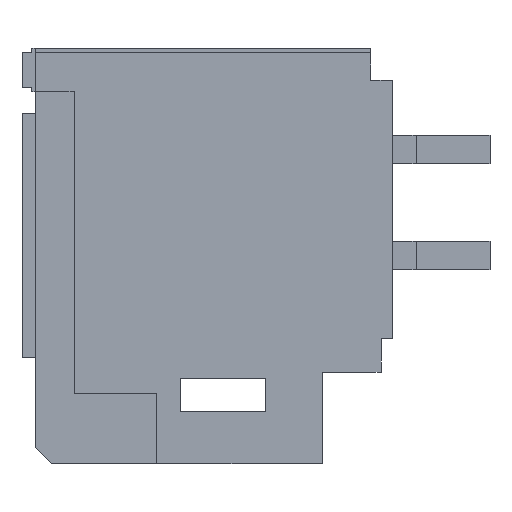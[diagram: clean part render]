
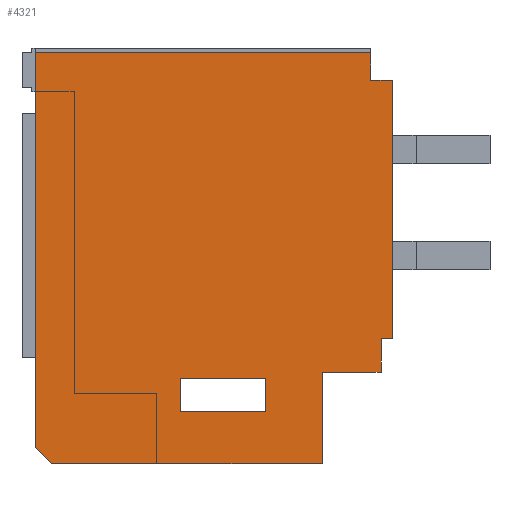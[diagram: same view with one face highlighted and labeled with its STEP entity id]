
A CAD part, front view. The second image highlights one B-rep face of the part: STEP entity #4321.
In plain terms, the highlighted planar face has unit normal (0, -1, 0).
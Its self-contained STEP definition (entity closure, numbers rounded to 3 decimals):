
#14=DIRECTION('',(0.,0.,-1.));
#15=VECTOR('',#14,35.);
#16=CARTESIAN_POINT('',(1.5,0.,-236.425));
#17=LINE('',#16,#15);
#18=DIRECTION('',(1.,0.,0.));
#19=VECTOR('',#18,90.);
#20=CARTESIAN_POINT('',(1.5,0.,-271.425));
#21=LINE('',#20,#19);
#22=DIRECTION('',(0.,0.,1.));
#23=VECTOR('',#22,35.);
#24=CARTESIAN_POINT('',(91.5,0.,-271.425));
#25=LINE('',#24,#23);
#26=DIRECTION('',(-1.,0.,0.));
#27=VECTOR('',#26,90.);
#28=CARTESIAN_POINT('',(91.5,0.,-236.425));
#29=LINE('',#28,#27);
#30=DIRECTION('',(1.,0.,0.));
#31=VECTOR('',#30,354.);
#32=CARTESIAN_POINT('',(-151.5,0.,107.575));
#33=LINE('',#32,#31);
#34=DIRECTION('',(-0.707,0.,0.707));
#35=VECTOR('',#34,24.042);
#36=CARTESIAN_POINT('',(-134.5,0.,-326.425));
#37=LINE('',#36,#35);
#134=DIRECTION('',(0.,0.,-1.));
#135=VECTOR('',#134,417.);
#136=CARTESIAN_POINT('',(-151.5,0.,107.575));
#137=LINE('',#136,#135);
#368=DIRECTION('',(0.,0.,1.));
#369=VECTOR('',#368,29.);
#370=CARTESIAN_POINT('',(202.5,0.,78.575));
#371=LINE('',#370,#369);
#388=DIRECTION('',(-1.,0.,0.));
#389=VECTOR('',#388,23.);
#390=CARTESIAN_POINT('',(225.5,0.,78.575));
#391=LINE('',#390,#389);
#396=DIRECTION('',(0.,0.,1.));
#397=VECTOR('',#396,273.);
#398=CARTESIAN_POINT('',(225.5,0.,-194.425));
#399=LINE('',#398,#397);
#468=DIRECTION('',(1.,0.,0.));
#469=VECTOR('',#468,12.);
#470=CARTESIAN_POINT('',(213.5,0.,-194.425));
#471=LINE('',#470,#469);
#476=DIRECTION('',(0.,0.,1.));
#477=VECTOR('',#476,35.);
#478=CARTESIAN_POINT('',(213.5,0.,-229.425));
#479=LINE('',#478,#477);
#484=DIRECTION('',(1.,0.,0.));
#485=VECTOR('',#484,62.);
#486=CARTESIAN_POINT('',(151.5,0.,-229.425));
#487=LINE('',#486,#485);
#492=DIRECTION('',(0.,0.,1.));
#493=VECTOR('',#492,97.);
#494=CARTESIAN_POINT('',(151.5,0.,-326.425));
#495=LINE('',#494,#493);
#508=DIRECTION('',(1.,0.,0.));
#509=VECTOR('',#508,286.);
#510=CARTESIAN_POINT('',(-134.5,0.,-326.425));
#511=LINE('',#510,#509);
#3276=CARTESIAN_POINT('',(-134.5,0.,-326.425));
#3277=CARTESIAN_POINT('',(-151.5,0.,-309.425));
#3278=VERTEX_POINT('',#3276);
#3279=VERTEX_POINT('',#3277);
#3280=CARTESIAN_POINT('',(225.5,0.,78.575));
#3281=CARTESIAN_POINT('',(202.5,0.,78.575));
#3282=VERTEX_POINT('',#3280);
#3283=VERTEX_POINT('',#3281);
#3284=CARTESIAN_POINT('',(225.5,0.,-194.425));
#3285=VERTEX_POINT('',#3284);
#3286=CARTESIAN_POINT('',(213.5,0.,-194.425));
#3287=VERTEX_POINT('',#3286);
#3288=CARTESIAN_POINT('',(213.5,0.,-229.425));
#3289=VERTEX_POINT('',#3288);
#3290=CARTESIAN_POINT('',(151.5,0.,-229.425));
#3291=VERTEX_POINT('',#3290);
#3292=CARTESIAN_POINT('',(151.5,0.,-326.425));
#3293=VERTEX_POINT('',#3292);
#3294=CARTESIAN_POINT('',(1.5,0.,-236.425));
#3295=CARTESIAN_POINT('',(1.5,0.,-271.425));
#3296=VERTEX_POINT('',#3294);
#3297=VERTEX_POINT('',#3295);
#3298=CARTESIAN_POINT('',(91.5,0.,-271.425));
#3299=VERTEX_POINT('',#3298);
#3300=CARTESIAN_POINT('',(91.5,0.,-236.425));
#3301=VERTEX_POINT('',#3300);
#4274=CARTESIAN_POINT('',(-151.5,0.,107.575));
#4275=CARTESIAN_POINT('',(202.5,0.,107.575));
#4276=VERTEX_POINT('',#4274);
#4277=VERTEX_POINT('',#4275);
#4282=CARTESIAN_POINT('',(0.,0.,0.));
#4283=DIRECTION('',(0.,1.,0.));
#4284=DIRECTION('',(1.,0.,0.));
#4285=AXIS2_PLACEMENT_3D('',#4282,#4283,#4284);
#4286=PLANE('',#4285);
#4288=ORIENTED_EDGE('',*,*,#4287,.T.);
#4290=ORIENTED_EDGE('',*,*,#4289,.F.);
#4292=ORIENTED_EDGE('',*,*,#4291,.F.);
#4294=ORIENTED_EDGE('',*,*,#4293,.F.);
#4296=ORIENTED_EDGE('',*,*,#4295,.F.);
#4298=ORIENTED_EDGE('',*,*,#4297,.F.);
#4300=ORIENTED_EDGE('',*,*,#4299,.F.);
#4302=ORIENTED_EDGE('',*,*,#4301,.F.);
#4304=ORIENTED_EDGE('',*,*,#4303,.F.);
#4306=ORIENTED_EDGE('',*,*,#4305,.T.);
#4308=ORIENTED_EDGE('',*,*,#4307,.F.);
#4309=EDGE_LOOP('',(#4288,#4290,#4292,#4294,#4296,#4298,#4300,#4302,#4304,#4306,
#4308));
#4310=FACE_OUTER_BOUND('',#4309,.F.);
#4312=ORIENTED_EDGE('',*,*,#4311,.T.);
#4314=ORIENTED_EDGE('',*,*,#4313,.T.);
#4316=ORIENTED_EDGE('',*,*,#4315,.T.);
#4318=ORIENTED_EDGE('',*,*,#4317,.T.);
#4319=EDGE_LOOP('',(#4312,#4314,#4316,#4318));
#4320=FACE_BOUND('',#4319,.F.);
#4287=EDGE_CURVE('',#4276,#4277,#33,.T.);
#4289=EDGE_CURVE('',#3283,#4277,#371,.T.);
#4291=EDGE_CURVE('',#3282,#3283,#391,.T.);
#4293=EDGE_CURVE('',#3285,#3282,#399,.T.);
#4295=EDGE_CURVE('',#3287,#3285,#471,.T.);
#4297=EDGE_CURVE('',#3289,#3287,#479,.T.);
#4299=EDGE_CURVE('',#3291,#3289,#487,.T.);
#4301=EDGE_CURVE('',#3293,#3291,#495,.T.);
#4303=EDGE_CURVE('',#3278,#3293,#511,.T.);
#4305=EDGE_CURVE('',#3278,#3279,#37,.T.);
#4307=EDGE_CURVE('',#4276,#3279,#137,.T.);
#4311=EDGE_CURVE('',#3296,#3297,#17,.T.);
#4313=EDGE_CURVE('',#3297,#3299,#21,.T.);
#4315=EDGE_CURVE('',#3299,#3301,#25,.T.);
#4317=EDGE_CURVE('',#3301,#3296,#29,.T.);
#4321=ADVANCED_FACE('',(#4310,#4320),#4286,.F.);
